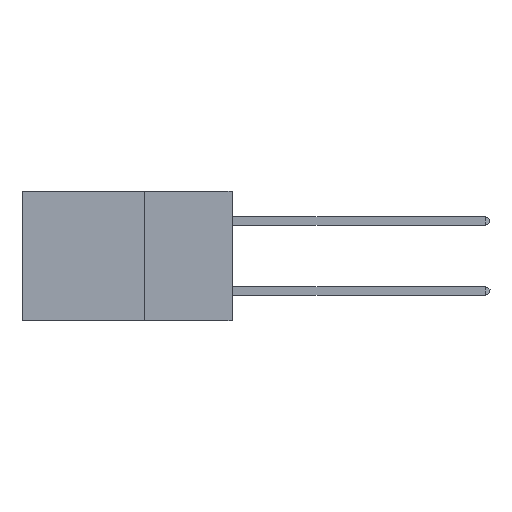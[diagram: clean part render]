
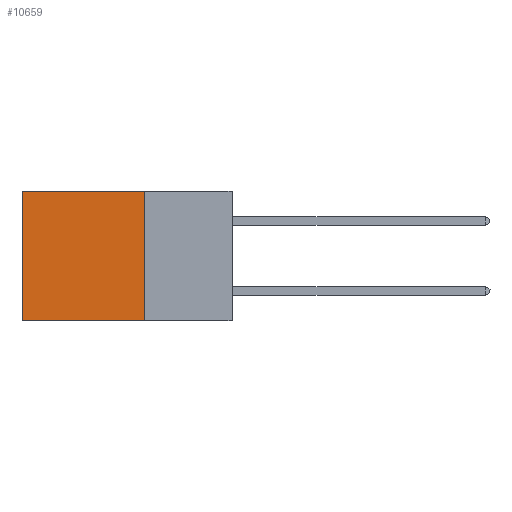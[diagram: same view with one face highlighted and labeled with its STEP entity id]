
A CAD part, left-side view. The second image highlights one B-rep face of the part: STEP entity #10659.
In plain terms, the highlighted planar face has unit normal (-1, 0, 0).
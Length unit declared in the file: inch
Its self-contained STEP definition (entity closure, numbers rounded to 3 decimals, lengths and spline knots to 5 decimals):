
#134 = ORIENTED_EDGE ( 'NONE', *, *, #13549, .F. ) ;
#765 = DIRECTION ( 'NONE',  ( 0., 1., 0. ) ) ;
#1003 = PLANE ( 'NONE',  #13813 ) ;
#1130 = CARTESIAN_POINT ( 'NONE',  ( 0.2875, 0.6, 0. ) ) ;
#1611 = EDGE_CURVE ( 'NONE', #2220, #5383, #3014, .T. ) ;
#2220 = VERTEX_POINT ( 'NONE', #1130 ) ;
#2261 = ORIENTED_EDGE ( 'NONE', *, *, #14353, .F. ) ;
#2523 = CARTESIAN_POINT ( 'NONE',  ( 0.2875, 0.25, -0.37 ) ) ;
#3014 = LINE ( 'NONE', #5126, #13263 ) ;
#3570 = CARTESIAN_POINT ( 'NONE',  ( 0.2875, 0.25, -0.37 ) ) ;
#4624 = DIRECTION ( 'NONE',  ( 1., 0., 0. ) ) ;
#5018 = CARTESIAN_POINT ( 'NONE',  ( 0.2875, 0.25, 0. ) ) ;
#5126 = CARTESIAN_POINT ( 'NONE',  ( 0.2875, 0.6, 0. ) ) ;
#5324 = VERTEX_POINT ( 'NONE', #3570 ) ;
#5383 = VERTEX_POINT ( 'NONE', #13473 ) ;
#6346 = EDGE_CURVE ( 'NONE', #9188, #2220, #6958, .T. ) ;
#6381 = DIRECTION ( 'NONE',  ( 0., 0., -1. ) ) ;
#6958 = LINE ( 'NONE', #9275, #14840 ) ;
#7384 = VECTOR ( 'NONE', #11144, 39.37008 ) ;
#8126 = FACE_OUTER_BOUND ( 'NONE', #11166, .T. ) ;
#8142 = VECTOR ( 'NONE', #13888, 39.37008 ) ;
#9188 = VERTEX_POINT ( 'NONE', #5018 ) ;
#9275 = CARTESIAN_POINT ( 'NONE',  ( 0.2875, 0.25, 0. ) ) ;
#9613 = DIRECTION ( 'NONE',  ( 0., 0., -1. ) ) ;
#10311 = CARTESIAN_POINT ( 'NONE',  ( 0.2875, 0.25, 0. ) ) ;
#10659 = ADVANCED_FACE ( 'NONE', ( #8126 ), #1003, .F. ) ;
#10858 = CARTESIAN_POINT ( 'NONE',  ( 0.2875, 0.25, 0. ) ) ;
#11144 = DIRECTION ( 'NONE',  ( 0., 1., 0. ) ) ;
#11166 = EDGE_LOOP ( 'NONE', ( #11981, #134, #2261, #14028 ) ) ;
#11981 = ORIENTED_EDGE ( 'NONE', *, *, #1611, .T. ) ;
#12589 = LINE ( 'NONE', #2523, #7384 ) ;
#13263 = VECTOR ( 'NONE', #6381, 39.37008 ) ;
#13473 = CARTESIAN_POINT ( 'NONE',  ( 0.2875, 0.6, -0.37 ) ) ;
#13549 = EDGE_CURVE ( 'NONE', #5324, #5383, #12589, .T. ) ;
#13813 = AXIS2_PLACEMENT_3D ( 'NONE', #10858, #4624, #9613 ) ;
#13888 = DIRECTION ( 'NONE',  ( 0., 0., -1. ) ) ;
#14028 = ORIENTED_EDGE ( 'NONE', *, *, #6346, .T. ) ;
#14322 = LINE ( 'NONE', #10311, #8142 ) ;
#14353 = EDGE_CURVE ( 'NONE', #9188, #5324, #14322, .T. ) ;
#14840 = VECTOR ( 'NONE', #765, 39.37008 ) ;
